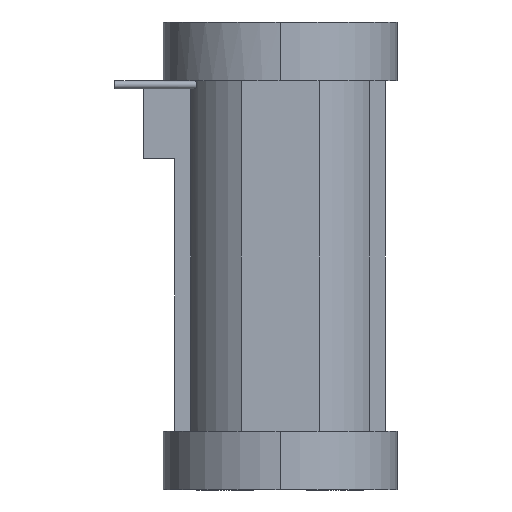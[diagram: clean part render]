
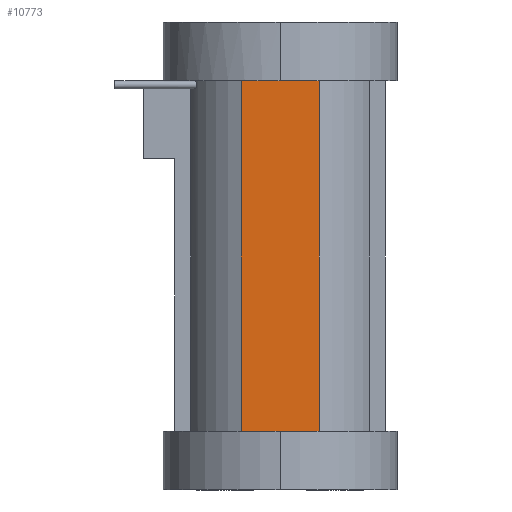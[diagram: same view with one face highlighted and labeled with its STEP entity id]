
A CAD part, left-side view. The second image highlights one B-rep face of the part: STEP entity #10773.
In plain terms, the highlighted planar face has unit normal (-1, 0, 0).
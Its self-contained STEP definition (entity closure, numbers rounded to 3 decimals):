
#1925 = CARTESIAN_POINT ( 'NONE',  ( -13.155, -6.174, -3.75 ) ) ;
#1928 = CARTESIAN_POINT ( 'NONE',  ( -13.155, 3.826, -3.75 ) ) ;
#2428 = DIRECTION ( 'NONE',  ( 0., -1., 0. ) ) ;
#2429 = VECTOR ( 'NONE', #2428, 1000. ) ;
#2430 = CARTESIAN_POINT ( 'NONE',  ( -13.155, 3.826, -3.75 ) ) ;
#2431 = LINE ( 'NONE', #2430, #2429 ) ;
#4059 = VECTOR ( 'NONE', #4146, 1000. ) ;
#4060 = CARTESIAN_POINT ( 'NONE',  ( -13.155, -6.174, 34.434 ) ) ;
#4061 = LINE ( 'NONE', #4060, #4059 ) ;
#4146 = DIRECTION ( 'NONE',  ( 0., 0., -1. ) ) ;
#6483 = DIRECTION ( 'NONE',  ( 0., 0., -1. ) ) ;
#6484 = VECTOR ( 'NONE', #6483, 1000. ) ;
#6496 = CARTESIAN_POINT ( 'NONE',  ( -13.155, 3.826, 34.434 ) ) ;
#6497 = LINE ( 'NONE', #6496, #6484 ) ;
#6509 = PLANE ( 'NONE',  #6517 ) ;
#6511 = FACE_OUTER_BOUND ( 'NONE', #10993, .T. ) ;
#6517 = AXIS2_PLACEMENT_3D ( 'NONE', #6614, #6613, #6612 ) ;
#6521 = CARTESIAN_POINT ( 'NONE',  ( -13.155, 3.826, -48.75 ) ) ;
#6532 = CARTESIAN_POINT ( 'NONE',  ( -13.155, 3.826, -48.75 ) ) ;
#6533 = LINE ( 'NONE', #6532, #6606 ) ;
#6605 = DIRECTION ( 'NONE',  ( 0., -1., 0. ) ) ;
#6606 = VECTOR ( 'NONE', #6605, 1000. ) ;
#6612 = DIRECTION ( 'NONE',  ( 0., 0., -1. ) ) ;
#6613 = DIRECTION ( 'NONE',  ( 1., 0., 0. ) ) ;
#6614 = CARTESIAN_POINT ( 'NONE',  ( -13.155, 3.826, 34.434 ) ) ;
#6849 = CARTESIAN_POINT ( 'NONE',  ( -13.155, -6.174, -48.75 ) ) ;
#9156 = ORIENTED_EDGE ( 'NONE', *, *, #9163, .F. ) ;
#9163 = EDGE_CURVE ( 'NONE', #12246, #10980, #4061, .T. ) ;
#10740 = EDGE_CURVE ( 'NONE', #12242, #10772, #6497, .T. ) ;
#10772 = VERTEX_POINT ( 'NONE', #6521 ) ;
#10773 = ADVANCED_FACE ( 'NONE', ( #6511 ), #6509, .F. ) ;
#10774 = ORIENTED_EDGE ( 'NONE', *, *, #10776, .T. ) ;
#10775 = ORIENTED_EDGE ( 'NONE', *, *, #12426, .F. ) ;
#10776 = EDGE_CURVE ( 'NONE', #10772, #10980, #6533, .T. ) ;
#10777 = ORIENTED_EDGE ( 'NONE', *, *, #10740, .T. ) ;
#10980 = VERTEX_POINT ( 'NONE', #6849 ) ;
#10993 = EDGE_LOOP ( 'NONE', ( #10775, #10777, #10774, #9156 ) ) ;
#12242 = VERTEX_POINT ( 'NONE', #1928 ) ;
#12246 = VERTEX_POINT ( 'NONE', #1925 ) ;
#12426 = EDGE_CURVE ( 'NONE', #12242, #12246, #2431, .T. ) ;
